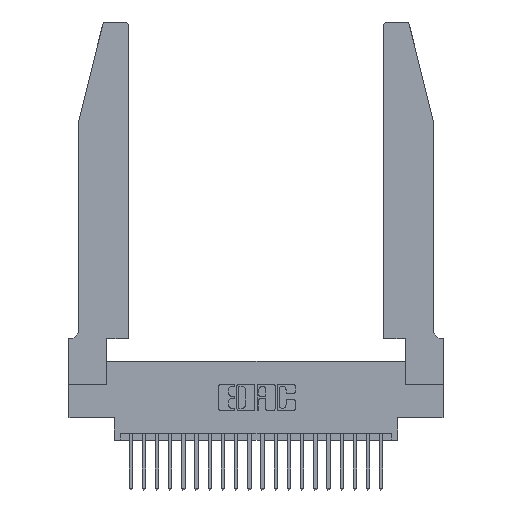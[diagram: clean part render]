
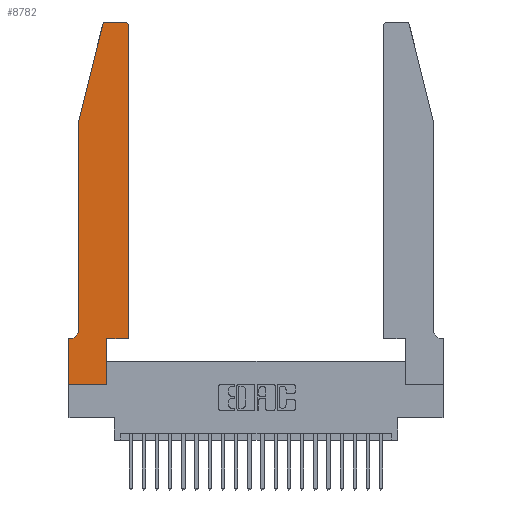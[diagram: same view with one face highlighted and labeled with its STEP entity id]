
A CAD part, top view. The second image highlights one B-rep face of the part: STEP entity #8782.
In plain terms, the highlighted planar face has unit normal (0, 0, 1).
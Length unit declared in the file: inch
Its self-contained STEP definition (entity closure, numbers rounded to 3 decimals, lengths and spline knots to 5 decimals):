
#55 = VECTOR ( 'NONE', #19705, 39.37008 ) ;
#140 = DIRECTION ( 'NONE',  ( 1., 0., 0. ) ) ;
#191 = CARTESIAN_POINT ( 'NONE',  ( 0.284, 2.72, 0.37 ) ) ;
#232 = LINE ( 'NONE', #5973, #14410 ) ;
#275 = CARTESIAN_POINT ( 'NONE',  ( 0.2865, 0.35, 0.37 ) ) ;
#430 = VERTEX_POINT ( 'NONE', #17418 ) ;
#626 = VERTEX_POINT ( 'NONE', #13357 ) ;
#638 = AXIS2_PLACEMENT_3D ( 'NONE', #15928, #15853, #15834 ) ;
#970 = EDGE_CURVE ( 'NONE', #15912, #18955, #17055, .T. ) ;
#1304 = CARTESIAN_POINT ( 'NONE',  ( 0.284, 2.75, 0.37 ) ) ;
#1583 = EDGE_CURVE ( 'NONE', #626, #19999, #23126, .T. ) ;
#1630 = VERTEX_POINT ( 'NONE', #19757 ) ;
#1811 = PLANE ( 'NONE',  #18071 ) ;
#2113 = DIRECTION ( 'NONE',  ( 1., 0., 0. ) ) ;
#3005 = CARTESIAN_POINT ( 'NONE',  ( 0.2865, 0., 0.37 ) ) ;
#3205 = LINE ( 'NONE', #12073, #12403 ) ;
#3570 = LINE ( 'NONE', #16412, #16917 ) ;
#3985 = VERTEX_POINT ( 'NONE', #8565 ) ;
#4356 = VECTOR ( 'NONE', #9538, 39.37008 ) ;
#4558 = ORIENTED_EDGE ( 'NONE', *, *, #18894, .T. ) ;
#4661 = VECTOR ( 'NONE', #10464, 39.37008 ) ;
#5830 = CARTESIAN_POINT ( 'NONE',  ( 0.0055, 0.42, 0.37 ) ) ;
#5916 = CARTESIAN_POINT ( 'NONE',  ( 0.4205, 2.75, 0.37 ) ) ;
#5973 = CARTESIAN_POINT ( 'NONE',  ( 0.0755, 0.35, 0.37 ) ) ;
#6266 = LINE ( 'NONE', #20147, #15286 ) ;
#6927 = CIRCLE ( 'NONE', #17859, 0.07 ) ;
#7260 = CIRCLE ( 'NONE', #20823, 0.03 ) ;
#7331 = FACE_OUTER_BOUND ( 'NONE', #12407, .T. ) ;
#7675 = DIRECTION ( 'NONE',  ( -1., 0., 0. ) ) ;
#7680 = ORIENTED_EDGE ( 'NONE', *, *, #21670, .T. ) ;
#7685 = CARTESIAN_POINT ( 'NONE',  ( 0., 0.35, 0.37 ) ) ;
#7817 = DIRECTION ( 'NONE',  ( -1., 0., 0. ) ) ;
#8253 = EDGE_CURVE ( 'NONE', #1630, #15912, #3570, .T. ) ;
#8339 = ORIENTED_EDGE ( 'NONE', *, *, #15015, .T. ) ;
#8565 = CARTESIAN_POINT ( 'NONE',  ( 0.25487, 2.72718, 0.37 ) ) ;
#8620 = ORIENTED_EDGE ( 'NONE', *, *, #22292, .T. ) ;
#8687 = CARTESIAN_POINT ( 'NONE',  ( 0.2865, 0.35, 0.37 ) ) ;
#8782 = ADVANCED_FACE ( 'NONE', ( #7331 ), #1811, .T. ) ;
#9474 = VERTEX_POINT ( 'NONE', #18641 ) ;
#9538 = DIRECTION ( 'NONE',  ( 1., 0., 0. ) ) ;
#10037 = EDGE_CURVE ( 'NONE', #3985, #430, #22103, .T. ) ;
#10173 = LINE ( 'NONE', #16027, #19134 ) ;
#10464 = DIRECTION ( 'NONE',  ( 0., 1., 0. ) ) ;
#11055 = ORIENTED_EDGE ( 'NONE', *, *, #1583, .T. ) ;
#11162 = CARTESIAN_POINT ( 'NONE',  ( 0., 0., 0.37 ) ) ;
#11317 = DIRECTION ( 'NONE',  ( 0., 0., 1. ) ) ;
#11620 = ORIENTED_EDGE ( 'NONE', *, *, #13079, .T. ) ;
#12073 = CARTESIAN_POINT ( 'NONE',  ( 0.0755, 2., 0.37 ) ) ;
#12403 = VECTOR ( 'NONE', #13901, 39.37008 ) ;
#12407 = EDGE_LOOP ( 'NONE', ( #4558, #8339, #16389, #7680, #17509, #11620, #11055, #21623, #8620, #14765, #21428, #19750 ) ) ;
#12637 = VECTOR ( 'NONE', #18463, 39.37008 ) ;
#12911 = DIRECTION ( 'NONE',  ( 0., 1., 0. ) ) ;
#13079 = EDGE_CURVE ( 'NONE', #20387, #626, #232, .T. ) ;
#13085 = VERTEX_POINT ( 'NONE', #275 ) ;
#13176 = DIRECTION ( 'NONE',  ( 0., 0., 1. ) ) ;
#13357 = CARTESIAN_POINT ( 'NONE',  ( 0., 0.35, 0.37 ) ) ;
#13541 = EDGE_CURVE ( 'NONE', #13085, #1630, #10173, .T. ) ;
#13863 = CARTESIAN_POINT ( 'NONE',  ( 0.4505, 2.72, 0.37 ) ) ;
#13901 = DIRECTION ( 'NONE',  ( 0., -1., 0. ) ) ;
#14214 = VERTEX_POINT ( 'NONE', #1304 ) ;
#14410 = VECTOR ( 'NONE', #7817, 39.37008 ) ;
#14765 = ORIENTED_EDGE ( 'NONE', *, *, #13541, .T. ) ;
#15015 = EDGE_CURVE ( 'NONE', #14214, #3985, #7260, .T. ) ;
#15286 = VECTOR ( 'NONE', #21905, 39.37008 ) ;
#15834 = DIRECTION ( 'NONE',  ( 1., 0., 0. ) ) ;
#15853 = DIRECTION ( 'NONE',  ( 0., 0., 1. ) ) ;
#15912 = VERTEX_POINT ( 'NONE', #13863 ) ;
#15928 = CARTESIAN_POINT ( 'NONE',  ( 0.4205, 2.72, 0.37 ) ) ;
#16027 = CARTESIAN_POINT ( 'NONE',  ( 0.4505, 0.35, 0.37 ) ) ;
#16168 = CARTESIAN_POINT ( 'NONE',  ( 0.0055, 0.35, 0.37 ) ) ;
#16205 = EDGE_CURVE ( 'NONE', #9474, #20387, #6927, .T. ) ;
#16389 = ORIENTED_EDGE ( 'NONE', *, *, #10037, .T. ) ;
#16412 = CARTESIAN_POINT ( 'NONE',  ( 0.4505, 0.35, 0.37 ) ) ;
#16657 = CARTESIAN_POINT ( 'NONE',  ( 0.0755, 2., 0.37 ) ) ;
#16917 = VECTOR ( 'NONE', #12911, 39.37008 ) ;
#17055 = CIRCLE ( 'NONE', #638, 0.03 ) ;
#17418 = CARTESIAN_POINT ( 'NONE',  ( 0.0755, 2., 0.37 ) ) ;
#17509 = ORIENTED_EDGE ( 'NONE', *, *, #16205, .T. ) ;
#17656 = VERTEX_POINT ( 'NONE', #3005 ) ;
#17832 = DIRECTION ( 'NONE',  ( 1., 0., 0. ) ) ;
#17859 = AXIS2_PLACEMENT_3D ( 'NONE', #5830, #18425, #7675 ) ;
#18071 = AXIS2_PLACEMENT_3D ( 'NONE', #7685, #11317, #140 ) ;
#18425 = DIRECTION ( 'NONE',  ( 0., 0., -1. ) ) ;
#18463 = DIRECTION ( 'NONE',  ( -0.239, -0.971, 0. ) ) ;
#18641 = CARTESIAN_POINT ( 'NONE',  ( 0.0755, 0.42, 0.37 ) ) ;
#18894 = EDGE_CURVE ( 'NONE', #18955, #14214, #6266, .T. ) ;
#18955 = VERTEX_POINT ( 'NONE', #5916 ) ;
#19080 = LINE ( 'NONE', #8687, #4661 ) ;
#19134 = VECTOR ( 'NONE', #17832, 39.37008 ) ;
#19705 = DIRECTION ( 'NONE',  ( 0., -1., 0. ) ) ;
#19750 = ORIENTED_EDGE ( 'NONE', *, *, #970, .T. ) ;
#19757 = CARTESIAN_POINT ( 'NONE',  ( 0.4505, 0.35, 0.37 ) ) ;
#19999 = VERTEX_POINT ( 'NONE', #21689 ) ;
#20147 = CARTESIAN_POINT ( 'NONE',  ( 0.2605, 2.75, 0.37 ) ) ;
#20387 = VERTEX_POINT ( 'NONE', #16168 ) ;
#20823 = AXIS2_PLACEMENT_3D ( 'NONE', #191, #13176, #2113 ) ;
#21428 = ORIENTED_EDGE ( 'NONE', *, *, #8253, .T. ) ;
#21623 = ORIENTED_EDGE ( 'NONE', *, *, #22572, .T. ) ;
#21670 = EDGE_CURVE ( 'NONE', #430, #9474, #3205, .T. ) ;
#21689 = CARTESIAN_POINT ( 'NONE',  ( 0., 0., 0.37 ) ) ;
#21905 = DIRECTION ( 'NONE',  ( -1., 0., 0. ) ) ;
#22103 = LINE ( 'NONE', #16657, #12637 ) ;
#22292 = EDGE_CURVE ( 'NONE', #17656, #13085, #19080, .T. ) ;
#22572 = EDGE_CURVE ( 'NONE', #19999, #17656, #22932, .T. ) ;
#22932 = LINE ( 'NONE', #11162, #4356 ) ;
#23126 = LINE ( 'NONE', #23459, #55 ) ;
#23459 = CARTESIAN_POINT ( 'NONE',  ( 0., 0., 0.37 ) ) ;
